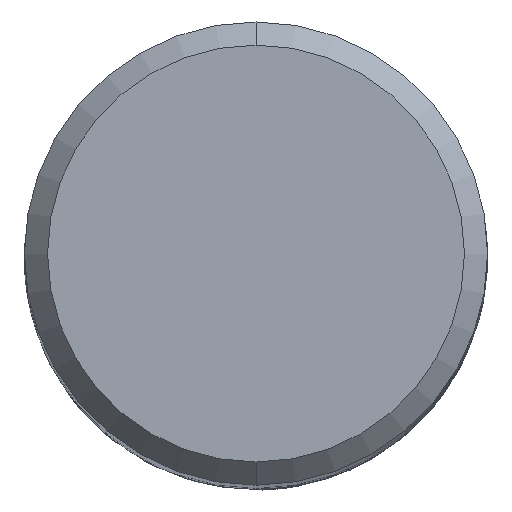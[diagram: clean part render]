
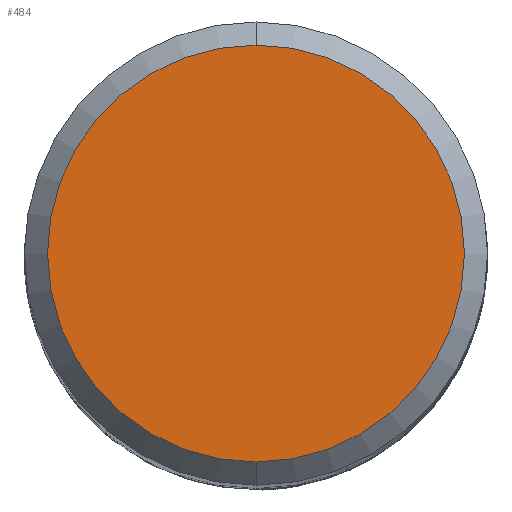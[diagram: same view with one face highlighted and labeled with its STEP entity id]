
A CAD part, top view. The second image highlights one B-rep face of the part: STEP entity #484.
In plain terms, the highlighted planar face has unit normal (0, 0, 1).
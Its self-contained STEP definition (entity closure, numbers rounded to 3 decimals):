
#466=VERTEX_POINT('',#1324);
#484=ADVANCED_FACE('',(#1343),#1344,.T.);
#762=EDGE_CURVE('',#1142,#466,#1645,.T.);
#1142=VERTEX_POINT('',#2060);
#1222=EDGE_CURVE('',#466,#1142,#2149,.T.);
#1324=CARTESIAN_POINT('',(0.,-5.4,0.0));
#1343=FACE_OUTER_BOUND('',#2606,.T.);
#1344=PLANE('',#2607);
#1645=CIRCLE('',#4347,5.4);
#2060=CARTESIAN_POINT('',(0.0,5.4,0.0));
#2149=CIRCLE('',#8567,5.4);
#2606=EDGE_LOOP('',(#9853,#9854));
#2607=AXIS2_PLACEMENT_3D('',#9855,#9856,#9857);
#4347=AXIS2_PLACEMENT_3D('',#10151,#10152,#10153);
#8567=AXIS2_PLACEMENT_3D('',#10719,#10720,#10721);
#9853=ORIENTED_EDGE('',*,*,#762,.F.);
#9854=ORIENTED_EDGE('',*,*,#1222,.F.);
#9855=CARTESIAN_POINT('',(0.0,2.7,0.0));
#9856=DIRECTION('',(-0.0,0.0,1.0));
#9857=DIRECTION('',(0.0,-1.0,0.0));
#10151=CARTESIAN_POINT('',(0.0,0.0,0.0));
#10152=DIRECTION('',(0.0,0.0,-1.0));
#10153=DIRECTION('',(0.0,1.0,0.0));
#10719=CARTESIAN_POINT('',(0.0,0.0,0.0));
#10720=DIRECTION('',(0.0,0.0,-1.0));
#10721=DIRECTION('',(0.0,1.0,0.0));
